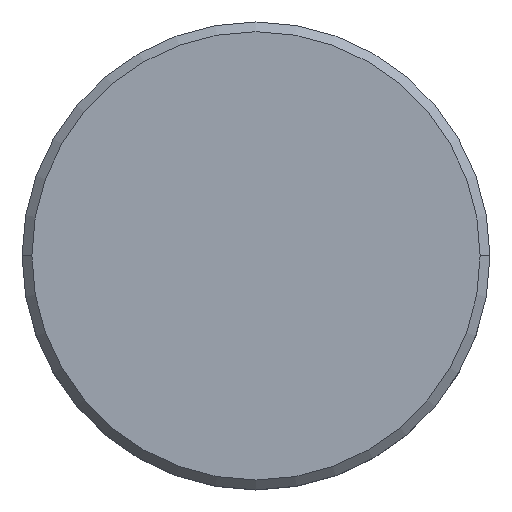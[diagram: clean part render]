
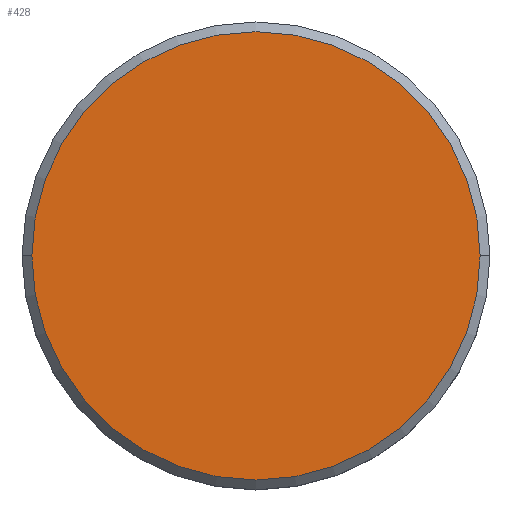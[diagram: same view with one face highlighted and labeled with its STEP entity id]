
A CAD part, top view. The second image highlights one B-rep face of the part: STEP entity #428.
In plain terms, the highlighted planar face has unit normal (0, 0, 1).
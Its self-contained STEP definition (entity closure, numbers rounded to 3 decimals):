
#51 = CARTESIAN_POINT ( 'NONE',  ( 0., 0., 0. ) ) ;
#83 = EDGE_LOOP ( 'NONE', ( #426, #157 ) ) ;
#122 = CARTESIAN_POINT ( 'NONE',  ( 0., 0., 0. ) ) ;
#145 = DIRECTION ( 'NONE',  ( 0., 0., 1. ) ) ;
#149 = AXIS2_PLACEMENT_3D ( 'NONE', #564, #466, #317 ) ;
#157 = ORIENTED_EDGE ( 'NONE', *, *, #279, .T. ) ;
#164 = PLANE ( 'NONE',  #366 ) ;
#226 = CIRCLE ( 'NONE', #149, 11.5 ) ;
#257 = VERTEX_POINT ( 'NONE', #407 ) ;
#269 = VERTEX_POINT ( 'NONE', #379 ) ;
#279 = EDGE_CURVE ( 'NONE', #269, #257, #383, .T. ) ;
#317 = DIRECTION ( 'NONE',  ( 1., 0., 0. ) ) ;
#353 = FACE_OUTER_BOUND ( 'NONE', #83, .T. ) ;
#366 = AXIS2_PLACEMENT_3D ( 'NONE', #122, #545, #475 ) ;
#379 = CARTESIAN_POINT ( 'NONE',  ( 11.5, 0., 0. ) ) ;
#383 = CIRCLE ( 'NONE', #455, 11.5 ) ;
#384 = DIRECTION ( 'NONE',  ( 1., 0., 0. ) ) ;
#407 = CARTESIAN_POINT ( 'NONE',  ( -11.5, 0., 0. ) ) ;
#426 = ORIENTED_EDGE ( 'NONE', *, *, #500, .T. ) ;
#428 = ADVANCED_FACE ( 'NONE', ( #353 ), #164, .T. ) ;
#455 = AXIS2_PLACEMENT_3D ( 'NONE', #51, #145, #384 ) ;
#466 = DIRECTION ( 'NONE',  ( 0., 0., 1. ) ) ;
#475 = DIRECTION ( 'NONE',  ( 1., 0., 0. ) ) ;
#500 = EDGE_CURVE ( 'NONE', #257, #269, #226, .T. ) ;
#545 = DIRECTION ( 'NONE',  ( 0., 0., 1. ) ) ;
#564 = CARTESIAN_POINT ( 'NONE',  ( 0., 0., 0. ) ) ;
